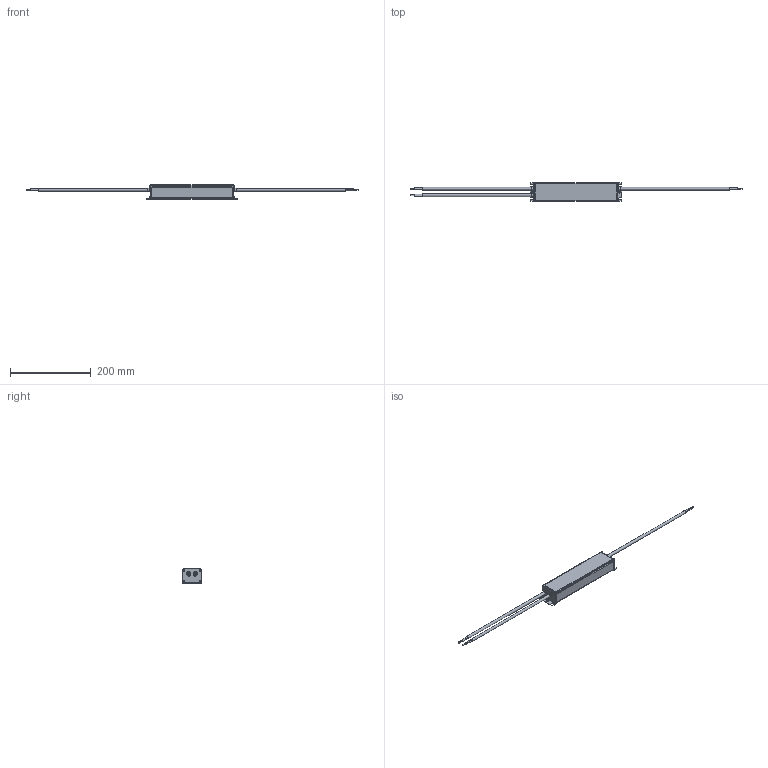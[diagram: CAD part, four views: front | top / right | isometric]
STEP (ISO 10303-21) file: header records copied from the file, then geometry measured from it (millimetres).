
FILE_DESCRIPTION(('STEP AP214'), '1');
FILE_NAME('ﾈﾏﾑ 120-1050ﾒﾓ 4302', '2023-09-01T07:17:49', ('admin'), (''), 'C3D Converter', 'C3D Toolkit', '');
FILE_SCHEMA(('AUTOMOTIVE_DESIGN { 1 0 10303 214 3 1 1}'));
Length unit declared in the file: millimetre
Products named in the file (1): ИПС 120-1050ТУ 4302
Bounding box: 824 x 47 x 35.5 mm (x, y, z)
Volume: 343467.4 mm3; surface area: 63943.8 mm2
Topology: 1 solids, 1 shells, 399 faces, 1068 edges, 695 vertices
Faces by surface type: plane 218, cylinder 108, bspline 32, torus 18, cone 15, sphere 8
Full cylindrical faces by diameter (mm): 1.2 x8, 2.15 x1, 2.4 x8, 5 x2, 5.6 x8, 6.5 x1, 6.8 x2, 10.2 x3, 10.9 x3
Entity records: 14373 total; most frequent: CARTESIAN_POINT 4460, DIRECTION 2102, ORIENTED_EDGE 1982, EDGE_CURVE 991, AXIS2_PLACEMENT_3D 795, VERTEX_POINT 695, LINE 512, VECTOR 512
